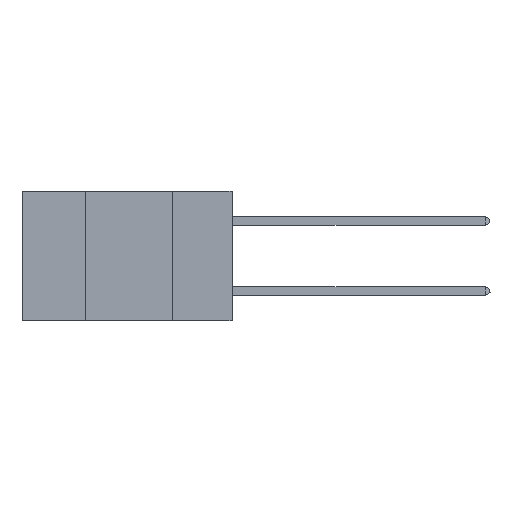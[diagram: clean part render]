
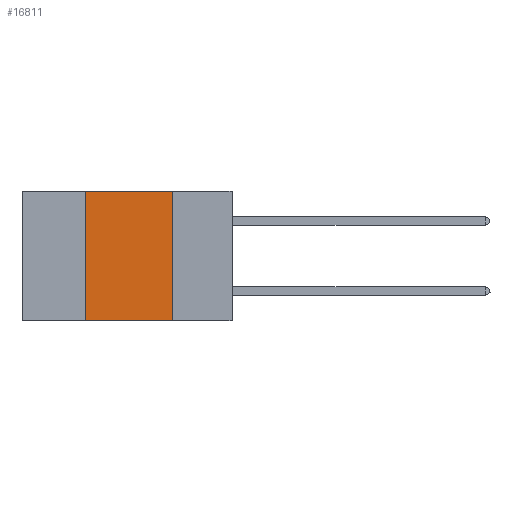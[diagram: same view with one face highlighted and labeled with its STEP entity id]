
A CAD part, left-side view. The second image highlights one B-rep face of the part: STEP entity #16811.
In plain terms, the highlighted planar face has unit normal (-1, 0, 0).
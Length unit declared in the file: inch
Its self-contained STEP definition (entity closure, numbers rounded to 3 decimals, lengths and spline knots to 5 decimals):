
#2386 = EDGE_CURVE ( 'NONE', #5676, #20172, #8909, .T. ) ;
#2389 = DIRECTION ( 'NONE',  ( 0., -1., 0. ) ) ;
#2565 = CARTESIAN_POINT ( 'NONE',  ( 0., 0.17, 0. ) ) ;
#2642 = DIRECTION ( 'NONE',  ( 0., 0., -1. ) ) ;
#3388 = EDGE_CURVE ( 'NONE', #6110, #11255, #11622, .T. ) ;
#3509 = ORIENTED_EDGE ( 'NONE', *, *, #2386, .F. ) ;
#3744 = CARTESIAN_POINT ( 'NONE',  ( 0., 0.17, -0.37 ) ) ;
#4544 = CARTESIAN_POINT ( 'NONE',  ( 0., 0.42, -0.37 ) ) ;
#5676 = VERTEX_POINT ( 'NONE', #19776 ) ;
#6110 = VERTEX_POINT ( 'NONE', #4544 ) ;
#7096 = PLANE ( 'NONE',  #8157 ) ;
#8157 = AXIS2_PLACEMENT_3D ( 'NONE', #18457, #15300, #16647 ) ;
#8169 = ORIENTED_EDGE ( 'NONE', *, *, #3388, .T. ) ;
#8718 = LINE ( 'NONE', #2565, #20395 ) ;
#8870 = VECTOR ( 'NONE', #16625, 39.37008 ) ;
#8889 = VECTOR ( 'NONE', #20759, 39.37008 ) ;
#8909 = LINE ( 'NONE', #16493, #16264 ) ;
#10219 = EDGE_CURVE ( 'NONE', #20172, #11255, #8718, .T. ) ;
#10888 = EDGE_LOOP ( 'NONE', ( #19419, #3509, #16674, #8169 ) ) ;
#11255 = VERTEX_POINT ( 'NONE', #3744 ) ;
#11622 = LINE ( 'NONE', #19906, #8870 ) ;
#11636 = LINE ( 'NONE', #14140, #8889 ) ;
#11790 = CARTESIAN_POINT ( 'NONE',  ( 0., 0.17, 0. ) ) ;
#12109 = EDGE_CURVE ( 'NONE', #6110, #5676, #11636, .T. ) ;
#14140 = CARTESIAN_POINT ( 'NONE',  ( 0., 0.42, 0. ) ) ;
#15300 = DIRECTION ( 'NONE',  ( 1., 0., 0. ) ) ;
#16264 = VECTOR ( 'NONE', #2389, 39.37008 ) ;
#16493 = CARTESIAN_POINT ( 'NONE',  ( 0., 0.6, 0. ) ) ;
#16625 = DIRECTION ( 'NONE',  ( 0., -1., 0. ) ) ;
#16647 = DIRECTION ( 'NONE',  ( 0., 0., -1. ) ) ;
#16674 = ORIENTED_EDGE ( 'NONE', *, *, #12109, .F. ) ;
#16811 = ADVANCED_FACE ( 'NONE', ( #19621 ), #7096, .F. ) ;
#18457 = CARTESIAN_POINT ( 'NONE',  ( 0., 0.6, 0. ) ) ;
#19419 = ORIENTED_EDGE ( 'NONE', *, *, #10219, .F. ) ;
#19621 = FACE_OUTER_BOUND ( 'NONE', #10888, .T. ) ;
#19776 = CARTESIAN_POINT ( 'NONE',  ( 0., 0.42, 0. ) ) ;
#19906 = CARTESIAN_POINT ( 'NONE',  ( 0., 0.6, -0.37 ) ) ;
#20172 = VERTEX_POINT ( 'NONE', #11790 ) ;
#20395 = VECTOR ( 'NONE', #2642, 39.37008 ) ;
#20759 = DIRECTION ( 'NONE',  ( 0., 0., 1. ) ) ;
